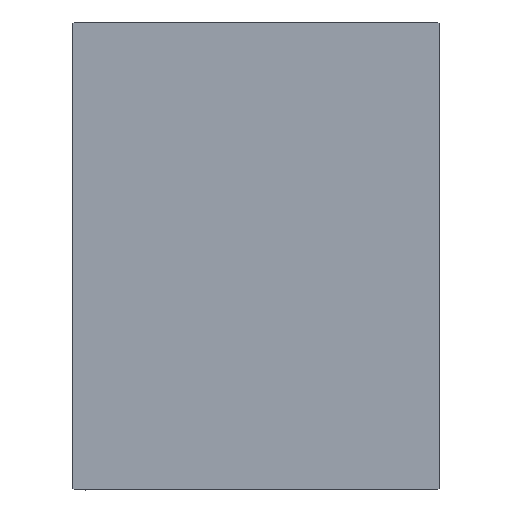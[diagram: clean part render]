
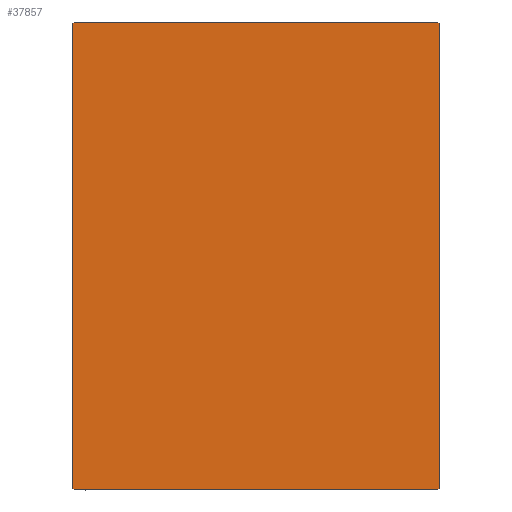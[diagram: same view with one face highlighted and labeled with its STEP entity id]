
A CAD part, left-side view. The second image highlights one B-rep face of the part: STEP entity #37857.
In plain terms, the highlighted face is planar.
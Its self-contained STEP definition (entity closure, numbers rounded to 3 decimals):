
#368 = ORIENTED_EDGE ( 'NONE', *, *, #7307, .T. ) ;
#1659 = VECTOR ( 'NONE', #16753, 1000. ) ;
#2378 = VERTEX_POINT ( 'NONE', #20500 ) ;
#2564 = CARTESIAN_POINT ( 'NONE',  ( 198., 51.1, 51.1 ) ) ;
#3469 = VERTEX_POINT ( 'NONE', #23037 ) ;
#3697 = ORIENTED_EDGE ( 'NONE', *, *, #11924, .T. ) ;
#4619 = CARTESIAN_POINT ( 'NONE',  ( 198., 44.7, 57.5 ) ) ;
#5236 = VERTEX_POINT ( 'NONE', #17709 ) ;
#6290 = VECTOR ( 'NONE', #20065, 1000. ) ;
#6480 = CARTESIAN_POINT ( 'NONE',  ( 198., -51.1, -51.1 ) ) ;
#7307 = EDGE_CURVE ( 'NONE', #17606, #14085, #40988, .T. ) ;
#9303 = VECTOR ( 'NONE', #45318, 1000. ) ;
#9970 = FACE_OUTER_BOUND ( 'NONE', #44616, .T. ) ;
#10923 = LINE ( 'NONE', #28419, #28015 ) ;
#11107 = CARTESIAN_POINT ( 'NONE',  ( 198., -51.1, 51.1 ) ) ;
#11924 = EDGE_CURVE ( 'NONE', #5236, #17606, #10923, .T. ) ;
#14085 = VERTEX_POINT ( 'NONE', #4619 ) ;
#14825 = ORIENTED_EDGE ( 'NONE', *, *, #43208, .T. ) ;
#15471 = EDGE_CURVE ( 'NONE', #14085, #2378, #27326, .T. ) ;
#15476 = ORIENTED_EDGE ( 'NONE', *, *, #15471, .T. ) ;
#16143 = DIRECTION ( 'NONE',  ( 0., -0.707, 0.707 ) ) ;
#16430 = EDGE_CURVE ( 'NONE', #32660, #16994, #34633, .T. ) ;
#16753 = DIRECTION ( 'NONE',  ( 0., -1., 0. ) ) ;
#16994 = VERTEX_POINT ( 'NONE', #35939 ) ;
#17483 = CARTESIAN_POINT ( 'NONE',  ( 198., -45., 57.5 ) ) ;
#17606 = VERTEX_POINT ( 'NONE', #22470 ) ;
#17709 = CARTESIAN_POINT ( 'NONE',  ( 198., 45., -57.2 ) ) ;
#18935 = CARTESIAN_POINT ( 'NONE',  ( 198., -45., -57.2 ) ) ;
#19342 = VECTOR ( 'NONE', #45429, 1000. ) ;
#19884 = CARTESIAN_POINT ( 'NONE',  ( 198., 0., 0. ) ) ;
#20065 = DIRECTION ( 'NONE',  ( 0., 0.707, -0.707 ) ) ;
#20112 = PLANE ( 'NONE',  #27548 ) ;
#20488 = LINE ( 'NONE', #17483, #9303 ) ;
#20500 = CARTESIAN_POINT ( 'NONE',  ( 198., -44.7, 57.5 ) ) ;
#20666 = LINE ( 'NONE', #23651, #31337 ) ;
#22470 = CARTESIAN_POINT ( 'NONE',  ( 198., 45., 57.2 ) ) ;
#23037 = CARTESIAN_POINT ( 'NONE',  ( 198., -45., 57.2 ) ) ;
#23651 = CARTESIAN_POINT ( 'NONE',  ( 198., 51.1, -51.1 ) ) ;
#24707 = DIRECTION ( 'NONE',  ( 0., -0.707, -0.707 ) ) ;
#24708 = VERTEX_POINT ( 'NONE', #18935 ) ;
#27326 = LINE ( 'NONE', #45035, #1659 ) ;
#27548 = AXIS2_PLACEMENT_3D ( 'NONE', #19884, #41495, #40816 ) ;
#28015 = VECTOR ( 'NONE', #39675, 1000. ) ;
#28419 = CARTESIAN_POINT ( 'NONE',  ( 198., 45., -57.5 ) ) ;
#28659 = EDGE_CURVE ( 'NONE', #16994, #5236, #20666, .T. ) ;
#30221 = VECTOR ( 'NONE', #16143, 1000. ) ;
#30792 = DIRECTION ( 'NONE',  ( 0., 0.707, 0.707 ) ) ;
#30954 = CARTESIAN_POINT ( 'NONE',  ( 198., -45., -57.5 ) ) ;
#30973 = ORIENTED_EDGE ( 'NONE', *, *, #16430, .T. ) ;
#31337 = VECTOR ( 'NONE', #30792, 1000. ) ;
#32066 = ORIENTED_EDGE ( 'NONE', *, *, #28659, .T. ) ;
#32660 = VERTEX_POINT ( 'NONE', #35822 ) ;
#33729 = ORIENTED_EDGE ( 'NONE', *, *, #35171, .T. ) ;
#34633 = LINE ( 'NONE', #30954, #19342 ) ;
#35101 = ORIENTED_EDGE ( 'NONE', *, *, #45275, .T. ) ;
#35171 = EDGE_CURVE ( 'NONE', #2378, #3469, #42637, .T. ) ;
#35404 = LINE ( 'NONE', #6480, #6290 ) ;
#35822 = CARTESIAN_POINT ( 'NONE',  ( 198., -44.7, -57.5 ) ) ;
#35939 = CARTESIAN_POINT ( 'NONE',  ( 198., 44.7, -57.5 ) ) ;
#37857 = ADVANCED_FACE ( 'NONE', ( #9970 ), #20112, .T. ) ;
#38559 = VECTOR ( 'NONE', #24707, 1000. ) ;
#39675 = DIRECTION ( 'NONE',  ( 0., 0., 1. ) ) ;
#40816 = DIRECTION ( 'NONE',  ( 0., 0., -1. ) ) ;
#40988 = LINE ( 'NONE', #2564, #30221 ) ;
#41495 = DIRECTION ( 'NONE',  ( 1., 0., 0. ) ) ;
#42637 = LINE ( 'NONE', #11107, #38559 ) ;
#43208 = EDGE_CURVE ( 'NONE', #24708, #32660, #35404, .T. ) ;
#44616 = EDGE_LOOP ( 'NONE', ( #30973, #32066, #3697, #368, #15476, #33729, #35101, #14825 ) ) ;
#45035 = CARTESIAN_POINT ( 'NONE',  ( 198., 45., 57.5 ) ) ;
#45275 = EDGE_CURVE ( 'NONE', #3469, #24708, #20488, .T. ) ;
#45318 = DIRECTION ( 'NONE',  ( 0., 0., -1. ) ) ;
#45429 = DIRECTION ( 'NONE',  ( 0., 1., 0. ) ) ;
